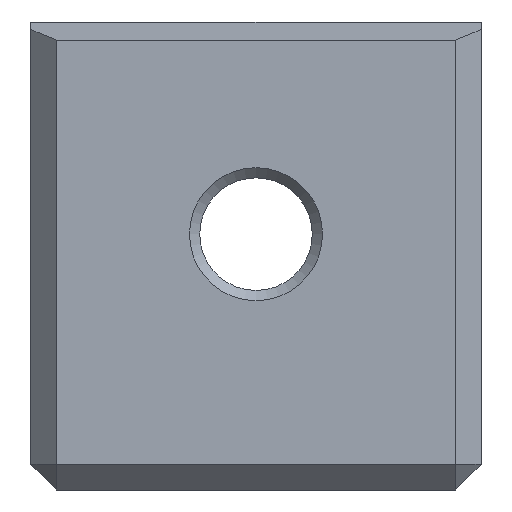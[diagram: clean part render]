
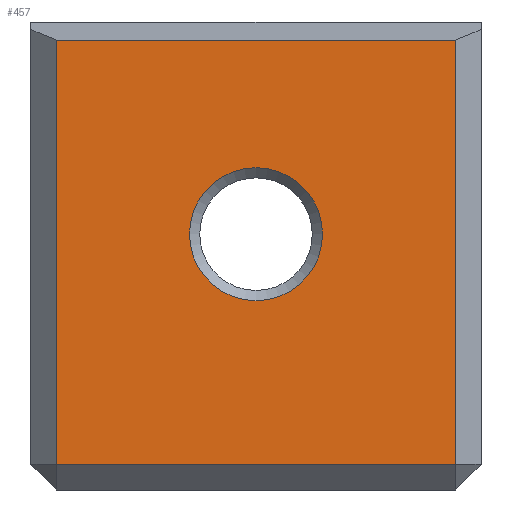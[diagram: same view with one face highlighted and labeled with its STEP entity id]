
A CAD part, front view. The second image highlights one B-rep face of the part: STEP entity #457.
In plain terms, the highlighted planar face has unit normal (0, -1, 0).
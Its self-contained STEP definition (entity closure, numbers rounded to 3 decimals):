
#398=CARTESIAN_POINT('',(-218.226,264.629,480.05));
#399=DIRECTION('',(0.,1.,0.));
#400=DIRECTION('',(0.,0.,1.));
#401=AXIS2_PLACEMENT_3D('',#398,#399,#400);
#402=PLANE('',#401);
#403=CARTESIAN_POINT('',(-194.807,264.629,482.65));
#404=VERTEX_POINT('',#403);
#405=CARTESIAN_POINT('',(-194.807,264.629,477.45));
#406=VERTEX_POINT('',#405);
#407=CARTESIAN_POINT('',(-194.807,264.629,480.05));
#408=DIRECTION('',(0.,1.,0.));
#409=DIRECTION('',(0.,-0.,1.));
#410=AXIS2_PLACEMENT_3D('',#407,#408,#409);
#411=CIRCLE('',#410,2.6);
#412=EDGE_CURVE('',#404,#406,#411,.T.);
#413=ORIENTED_EDGE('',*,*,#412,.T.);
#414=CARTESIAN_POINT('',(-194.807,264.629,480.05));
#415=DIRECTION('',(0.,1.,0.));
#416=DIRECTION('',(0.,-0.,1.));
#417=AXIS2_PLACEMENT_3D('',#414,#415,#416);
#418=CIRCLE('',#417,2.6);
#419=EDGE_CURVE('',#406,#404,#418,.T.);
#420=ORIENTED_EDGE('',*,*,#419,.T.);
#421=EDGE_LOOP('',(#413,#420));
#422=FACE_BOUND('',#421,.T.);
#423=CARTESIAN_POINT('',(-202.607,264.629,471.05));
#424=VERTEX_POINT('',#423);
#425=CARTESIAN_POINT('',(-187.007,264.629,471.05));
#426=VERTEX_POINT('',#425);
#427=CARTESIAN_POINT('',(-202.607,264.629,471.05));
#428=DIRECTION('',(1.,0.,-0.));
#429=VECTOR('',#428,15.6);
#430=LINE('',#427,#429);
#431=EDGE_CURVE('',#424,#426,#430,.T.);
#432=ORIENTED_EDGE('',*,*,#431,.T.);
#433=CARTESIAN_POINT('',(-187.007,264.629,487.635));
#434=VERTEX_POINT('',#433);
#435=CARTESIAN_POINT('',(-187.007,264.629,471.05));
#436=DIRECTION('',(0.,0.,1.));
#437=VECTOR('',#436,16.586);
#438=LINE('',#435,#437);
#439=EDGE_CURVE('',#426,#434,#438,.T.);
#440=ORIENTED_EDGE('',*,*,#439,.T.);
#441=CARTESIAN_POINT('',(-202.607,264.629,487.635));
#442=VERTEX_POINT('',#441);
#443=CARTESIAN_POINT('',(-187.007,264.629,487.635));
#444=DIRECTION('',(-1.,0.,0.));
#445=VECTOR('',#444,15.6);
#446=LINE('',#443,#445);
#447=EDGE_CURVE('',#434,#442,#446,.T.);
#448=ORIENTED_EDGE('',*,*,#447,.T.);
#449=CARTESIAN_POINT('',(-202.607,264.629,487.635));
#450=DIRECTION('',(0.,0.,-1.));
#451=VECTOR('',#450,16.586);
#452=LINE('',#449,#451);
#453=EDGE_CURVE('',#442,#424,#452,.T.);
#454=ORIENTED_EDGE('',*,*,#453,.T.);
#455=EDGE_LOOP('',(#432,#440,#448,#454));
#456=FACE_BOUND('',#455,.T.);
#457=ADVANCED_FACE('',(#422,#456),#402,.F.);
